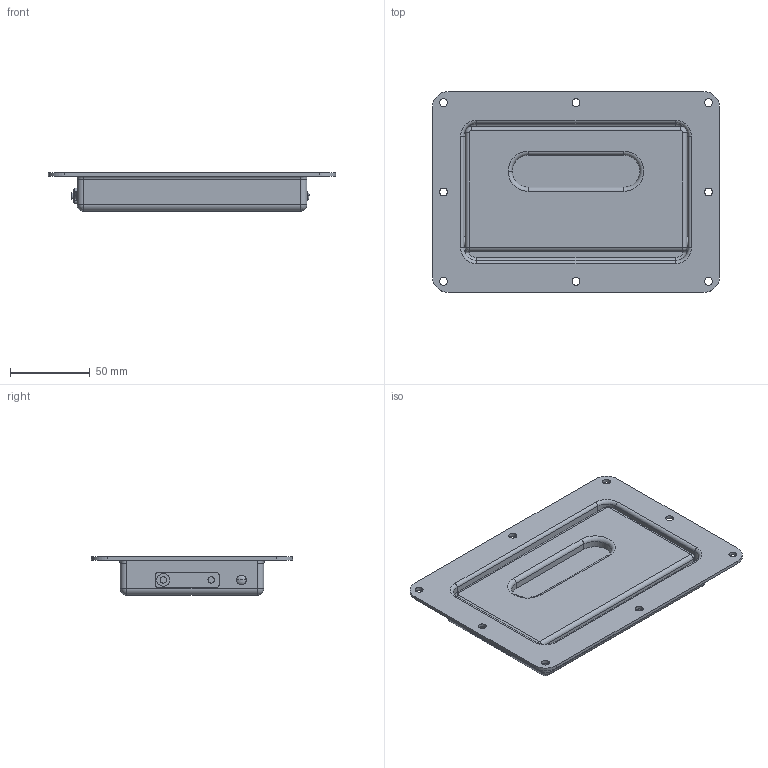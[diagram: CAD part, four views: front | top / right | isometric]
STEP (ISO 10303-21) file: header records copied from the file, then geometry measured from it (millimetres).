
FILE_DESCRIPTION (( 'STEP AP203' ), '1' );
FILE_NAME ('K-1855-2.STEP', '2008-12-08T04:08:01', ( ' ' ), ( ' ' ), 'SwSTEP 2.0', 'SolidWorks 2007', '' );
FILE_SCHEMA (( 'CONFIG_CONTROL_DESIGN' ));
Length unit declared in the file: millimetre
Products named in the file (4): K-1855-2; K-1855-2働乕僗_棉太倌; K-1855-2僔儍僼僩_棉太倌; K-1855-2僇僶乕_棉太倌
Assembly tree (3 placements, depth 2):
  K-1855-2
    K-1855-2僇僶乕_棉太倌
    K-1855-2僔儍僼僩_棉太倌
    K-1855-2働乕僗_棉太倌
Bounding box: 180 x 126 x 24 mm (x, y, z)
Volume: 100202 mm3; surface area: 94383 mm2
Topology: 3 solids, 3 shells, 154 faces, 380 edges, 233 vertices
Faces by surface type: cylinder 82, plane 45, torus 17, sphere 10
Entity records: 5068 total; most frequent: DIRECTION 874, CARTESIAN_POINT 849, ORIENTED_EDGE 748, EDGE_CURVE 374, AXIS2_PLACEMENT_3D 346, VERTEX_POINT 233, EDGE_LOOP 187, CIRCLE 186
